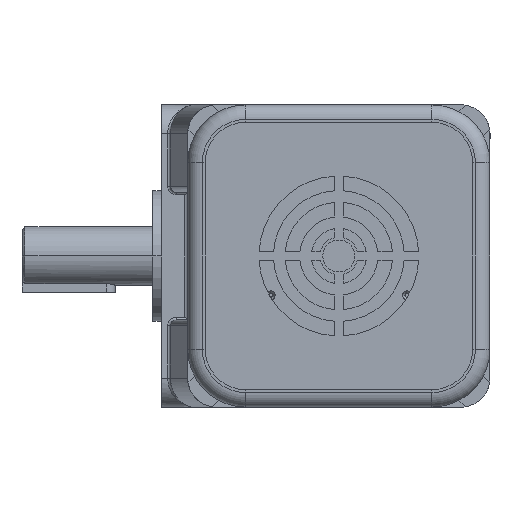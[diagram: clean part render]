
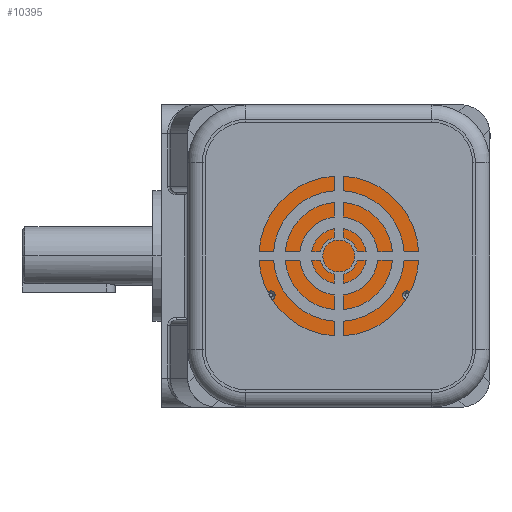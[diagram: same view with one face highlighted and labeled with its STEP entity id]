
A CAD part, front view. The second image highlights one B-rep face of the part: STEP entity #10395.
In plain terms, the highlighted planar face has unit normal (0, -1, 0).
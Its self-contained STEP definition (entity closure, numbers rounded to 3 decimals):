
#146 = DIRECTION ( 'NONE',  ( 0., -1., 0. ) ) ;
#313 = AXIS2_PLACEMENT_3D ( 'NONE', #10583, #23511, #12459 ) ;
#316 = VERTEX_POINT ( 'NONE', #20001 ) ;
#536 = VERTEX_POINT ( 'NONE', #15932 ) ;
#636 = VERTEX_POINT ( 'NONE', #16059 ) ;
#671 = DIRECTION ( 'NONE',  ( 0., -1., 0. ) ) ;
#833 = FACE_BOUND ( 'NONE', #12809, .T. ) ;
#1113 = DIRECTION ( 'NONE',  ( 0., -1., 0. ) ) ;
#1135 = VERTEX_POINT ( 'NONE', #5271 ) ;
#1415 = FACE_BOUND ( 'NONE', #10293, .T. ) ;
#1575 = CIRCLE ( 'NONE', #14466, 1.5 ) ;
#1781 = AXIS2_PLACEMENT_3D ( 'NONE', #4030, #17027, #5895 ) ;
#2469 = ORIENTED_EDGE ( 'NONE', *, *, #13026, .F. ) ;
#2605 = ORIENTED_EDGE ( 'NONE', *, *, #14269, .F. ) ;
#2970 = AXIS2_PLACEMENT_3D ( 'NONE', #17832, #6726, #19671 ) ;
#3031 = EDGE_LOOP ( 'NONE', ( #15674, #6641 ) ) ;
#3128 = CARTESIAN_POINT ( 'NONE',  ( 0., -137.8, 27. ) ) ;
#3817 = DIRECTION ( 'NONE',  ( 0., -1., 0. ) ) ;
#4004 = AXIS2_PLACEMENT_3D ( 'NONE', #3128, #16133, #4985 ) ;
#4030 = CARTESIAN_POINT ( 'NONE',  ( -27., -137.8, 0. ) ) ;
#4169 = CIRCLE ( 'NONE', #313, 1.5 ) ;
#4266 = VERTEX_POINT ( 'NONE', #23081 ) ;
#4284 = AXIS2_PLACEMENT_3D ( 'NONE', #21282, #10203, #23136 ) ;
#4985 = DIRECTION ( 'NONE',  ( 0., 0., -1. ) ) ;
#5271 = CARTESIAN_POINT ( 'NONE',  ( 27., -137.8, -1.5 ) ) ;
#5583 = AXIS2_PLACEMENT_3D ( 'NONE', #7142, #20094, #9011 ) ;
#5675 = EDGE_CURVE ( 'NONE', #316, #636, #8566, .T. ) ;
#5734 = FACE_BOUND ( 'NONE', #3031, .T. ) ;
#5895 = DIRECTION ( 'NONE',  ( 0., 0., -1. ) ) ;
#6080 = DIRECTION ( 'NONE',  ( 0., -1., 0. ) ) ;
#6099 = CIRCLE ( 'NONE', #22221, 31. ) ;
#6372 = ORIENTED_EDGE ( 'NONE', *, *, #5675, .T. ) ;
#6417 = ORIENTED_EDGE ( 'NONE', *, *, #20258, .T. ) ;
#6641 = ORIENTED_EDGE ( 'NONE', *, *, #17852, .F. ) ;
#6661 = EDGE_CURVE ( 'NONE', #18510, #18038, #18373, .T. ) ;
#6726 = DIRECTION ( 'NONE',  ( 0., -1., 0. ) ) ;
#7076 = CIRCLE ( 'NONE', #23274, 1.5 ) ;
#7142 = CARTESIAN_POINT ( 'NONE',  ( 0., -137.8, 27. ) ) ;
#8230 = AXIS2_PLACEMENT_3D ( 'NONE', #8276, #21227, #10145 ) ;
#8276 = CARTESIAN_POINT ( 'NONE',  ( 27., -137.8, 0. ) ) ;
#8456 = VERTEX_POINT ( 'NONE', #18544 ) ;
#8566 = CIRCLE ( 'NONE', #17791, 31. ) ;
#8572 = EDGE_LOOP ( 'NONE', ( #15502, #14834 ) ) ;
#9011 = DIRECTION ( 'NONE',  ( 0., 0., -1. ) ) ;
#9304 = ORIENTED_EDGE ( 'NONE', *, *, #17963, .F. ) ;
#10117 = FACE_OUTER_BOUND ( 'NONE', #17698, .T. ) ;
#10145 = DIRECTION ( 'NONE',  ( 0., 0., -1. ) ) ;
#10203 = DIRECTION ( 'NONE',  ( 0., -1., 0. ) ) ;
#10272 = DIRECTION ( 'NONE',  ( 0., -1., 0. ) ) ;
#10293 = EDGE_LOOP ( 'NONE', ( #2605, #14857 ) ) ;
#10395 = ADVANCED_FACE ( 'NONE', ( #1415, #5734, #19950, #15039, #833, #10117 ), #19568, .T. ) ;
#10583 = CARTESIAN_POINT ( 'NONE',  ( 27., -137.8, 0. ) ) ;
#10744 = CARTESIAN_POINT ( 'NONE',  ( -23.383, -137.8, -15. ) ) ;
#10842 = CARTESIAN_POINT ( 'NONE',  ( 23.383, -137.8, -12. ) ) ;
#11262 = CARTESIAN_POINT ( 'NONE',  ( 0., -137.8, 0. ) ) ;
#11775 = CARTESIAN_POINT ( 'NONE',  ( 0., -137.8, 0. ) ) ;
#11955 = EDGE_CURVE ( 'NONE', #8456, #22691, #21074, .T. ) ;
#12459 = DIRECTION ( 'NONE',  ( 0., 0., -1. ) ) ;
#12595 = CIRCLE ( 'NONE', #1781, 1.5 ) ;
#12809 = EDGE_LOOP ( 'NONE', ( #2469, #9304 ) ) ;
#13026 = EDGE_CURVE ( 'NONE', #1135, #4266, #16702, .T. ) ;
#13115 = DIRECTION ( 'NONE',  ( 0., 0., -1. ) ) ;
#13161 = EDGE_CURVE ( 'NONE', #536, #18448, #23038, .T. ) ;
#13634 = DIRECTION ( 'NONE',  ( 0., 0., -1. ) ) ;
#13794 = AXIS2_PLACEMENT_3D ( 'NONE', #17216, #6080, #19047 ) ;
#13845 = CARTESIAN_POINT ( 'NONE',  ( -27., -137.8, 1.5 ) ) ;
#13851 = CARTESIAN_POINT ( 'NONE',  ( -27., -137.8, -1.5 ) ) ;
#14085 = DIRECTION ( 'NONE',  ( 0., 0., -1. ) ) ;
#14269 = EDGE_CURVE ( 'NONE', #18038, #18510, #7076, .T. ) ;
#14466 = AXIS2_PLACEMENT_3D ( 'NONE', #21340, #10272, #23196 ) ;
#14834 = ORIENTED_EDGE ( 'NONE', *, *, #13161, .F. ) ;
#14857 = ORIENTED_EDGE ( 'NONE', *, *, #6661, .F. ) ;
#14882 = ORIENTED_EDGE ( 'NONE', *, *, #16272, .F. ) ;
#14942 = CARTESIAN_POINT ( 'NONE',  ( -23.383, -137.8, -13.5 ) ) ;
#15039 = FACE_BOUND ( 'NONE', #17874, .T. ) ;
#15502 = ORIENTED_EDGE ( 'NONE', *, *, #18541, .F. ) ;
#15674 = ORIENTED_EDGE ( 'NONE', *, *, #11955, .F. ) ;
#15932 = CARTESIAN_POINT ( 'NONE',  ( 0., -137.8, 28.5 ) ) ;
#16059 = CARTESIAN_POINT ( 'NONE',  ( 0., -137.8, -31. ) ) ;
#16119 = CIRCLE ( 'NONE', #2970, 1.5 ) ;
#16133 = DIRECTION ( 'NONE',  ( 0., -1., 0. ) ) ;
#16272 = EDGE_CURVE ( 'NONE', #20337, #22003, #16119, .T. ) ;
#16702 = CIRCLE ( 'NONE', #8230, 1.5 ) ;
#16826 = DIRECTION ( 'NONE',  ( 0., 0., -1. ) ) ;
#17027 = DIRECTION ( 'NONE',  ( 0., -1., 0. ) ) ;
#17216 = CARTESIAN_POINT ( 'NONE',  ( 23.383, -137.8, -13.5 ) ) ;
#17478 = EDGE_CURVE ( 'NONE', #22003, #20337, #12595, .T. ) ;
#17698 = EDGE_LOOP ( 'NONE', ( #6417, #6372 ) ) ;
#17791 = AXIS2_PLACEMENT_3D ( 'NONE', #11775, #671, #13634 ) ;
#17832 = CARTESIAN_POINT ( 'NONE',  ( -27., -137.8, 0. ) ) ;
#17852 = EDGE_CURVE ( 'NONE', #22691, #8456, #1575, .T. ) ;
#17874 = EDGE_LOOP ( 'NONE', ( #14882, #18238 ) ) ;
#17963 = EDGE_CURVE ( 'NONE', #4266, #1135, #4169, .T. ) ;
#18038 = VERTEX_POINT ( 'NONE', #10744 ) ;
#18238 = ORIENTED_EDGE ( 'NONE', *, *, #17478, .F. ) ;
#18373 = CIRCLE ( 'NONE', #4284, 1.5 ) ;
#18448 = VERTEX_POINT ( 'NONE', #23400 ) ;
#18510 = VERTEX_POINT ( 'NONE', #20013 ) ;
#18541 = EDGE_CURVE ( 'NONE', #18448, #536, #19526, .T. ) ;
#18544 = CARTESIAN_POINT ( 'NONE',  ( 23.383, -137.8, -15. ) ) ;
#19047 = DIRECTION ( 'NONE',  ( 0., 0., -1. ) ) ;
#19526 = CIRCLE ( 'NONE', #5583, 1.5 ) ;
#19568 = PLANE ( 'NONE',  #21753 ) ;
#19671 = DIRECTION ( 'NONE',  ( 0., 0., -1. ) ) ;
#19950 = FACE_BOUND ( 'NONE', #8572, .T. ) ;
#20001 = CARTESIAN_POINT ( 'NONE',  ( 0., -137.8, 31. ) ) ;
#20013 = CARTESIAN_POINT ( 'NONE',  ( -23.383, -137.8, -12. ) ) ;
#20094 = DIRECTION ( 'NONE',  ( 0., -1., 0. ) ) ;
#20258 = EDGE_CURVE ( 'NONE', #636, #316, #6099, .T. ) ;
#20337 = VERTEX_POINT ( 'NONE', #13851 ) ;
#21074 = CIRCLE ( 'NONE', #13794, 1.5 ) ;
#21227 = DIRECTION ( 'NONE',  ( 0., -1., 0. ) ) ;
#21282 = CARTESIAN_POINT ( 'NONE',  ( -23.383, -137.8, -13.5 ) ) ;
#21340 = CARTESIAN_POINT ( 'NONE',  ( 23.383, -137.8, -13.5 ) ) ;
#21753 = AXIS2_PLACEMENT_3D ( 'NONE', #23202, #1113, #14085 ) ;
#22003 = VERTEX_POINT ( 'NONE', #13845 ) ;
#22221 = AXIS2_PLACEMENT_3D ( 'NONE', #11262, #146, #13115 ) ;
#22691 = VERTEX_POINT ( 'NONE', #10842 ) ;
#23038 = CIRCLE ( 'NONE', #4004, 1.5 ) ;
#23081 = CARTESIAN_POINT ( 'NONE',  ( 27., -137.8, 1.5 ) ) ;
#23136 = DIRECTION ( 'NONE',  ( 0., 0., -1. ) ) ;
#23196 = DIRECTION ( 'NONE',  ( 0., 0., -1. ) ) ;
#23202 = CARTESIAN_POINT ( 'NONE',  ( 0., -137.8, 0. ) ) ;
#23274 = AXIS2_PLACEMENT_3D ( 'NONE', #14942, #3817, #16826 ) ;
#23400 = CARTESIAN_POINT ( 'NONE',  ( 0., -137.8, 25.5 ) ) ;
#23511 = DIRECTION ( 'NONE',  ( 0., -1., 0. ) ) ;
